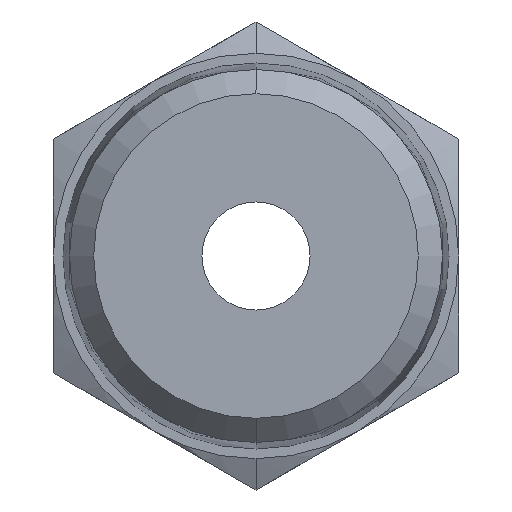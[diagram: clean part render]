
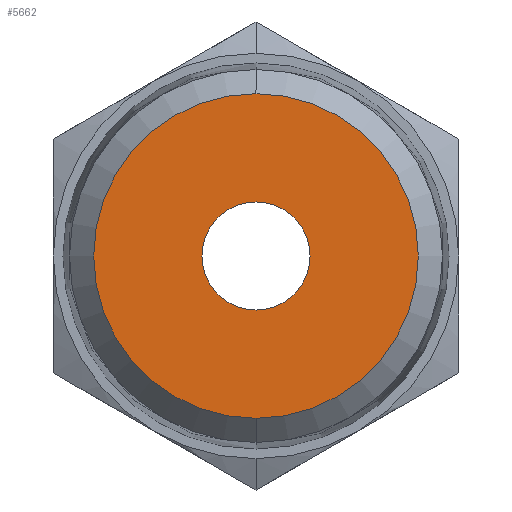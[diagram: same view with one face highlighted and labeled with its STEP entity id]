
A CAD part, left-side view. The second image highlights one B-rep face of the part: STEP entity #5662.
In plain terms, the highlighted planar face has unit normal (-1, 0, 0).
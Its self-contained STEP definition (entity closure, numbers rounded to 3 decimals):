
#6 = DIRECTION ( 'NONE',  ( 0., 0., 1. ) ) ;
#283 = CIRCLE ( 'NONE', #646, 7.209 ) ;
#486 = CARTESIAN_POINT ( 'NONE',  ( 0., 0., -2.4 ) ) ;
#646 = AXIS2_PLACEMENT_3D ( 'NONE', #1791, #3584, #5864 ) ;
#795 = VERTEX_POINT ( 'NONE', #486 ) ;
#875 = FACE_OUTER_BOUND ( 'NONE', #5976, .T. ) ;
#1308 = DIRECTION ( 'NONE',  ( 0., 0., -1. ) ) ;
#1791 = CARTESIAN_POINT ( 'NONE',  ( 0., 0., 0. ) ) ;
#1848 = DIRECTION ( 'NONE',  ( 0., 0., 1. ) ) ;
#2012 = EDGE_LOOP ( 'NONE', ( #2363, #4769 ) ) ;
#2363 = ORIENTED_EDGE ( 'NONE', *, *, #6387, .T. ) ;
#2493 = AXIS2_PLACEMENT_3D ( 'NONE', #6421, #6996, #1848 ) ;
#2576 = DIRECTION ( 'NONE',  ( -1., 0., 0. ) ) ;
#2711 = EDGE_CURVE ( 'NONE', #5579, #6138, #283, .T. ) ;
#3028 = CARTESIAN_POINT ( 'NONE',  ( 0., 0., -7.209 ) ) ;
#3069 = CARTESIAN_POINT ( 'NONE',  ( 0., 0., 7.209 ) ) ;
#3170 = ORIENTED_EDGE ( 'NONE', *, *, #6596, .T. ) ;
#3250 = VERTEX_POINT ( 'NONE', #4611 ) ;
#3584 = DIRECTION ( 'NONE',  ( -1., 0., 0. ) ) ;
#3618 = AXIS2_PLACEMENT_3D ( 'NONE', #4162, #6448, #1308 ) ;
#4162 = CARTESIAN_POINT ( 'NONE',  ( 0., 0., 0. ) ) ;
#4282 = CARTESIAN_POINT ( 'NONE',  ( 0., 0., -4.125 ) ) ;
#4305 = ORIENTED_EDGE ( 'NONE', *, *, #2711, .T. ) ;
#4611 = CARTESIAN_POINT ( 'NONE',  ( 0., 0., 2.4 ) ) ;
#4769 = ORIENTED_EDGE ( 'NONE', *, *, #5202, .T. ) ;
#4780 = CIRCLE ( 'NONE', #2493, 2.4 ) ;
#5130 = DIRECTION ( 'NONE',  ( -1., 0., 0. ) ) ;
#5202 = EDGE_CURVE ( 'NONE', #3250, #795, #4780, .T. ) ;
#5415 = CIRCLE ( 'NONE', #7353, 7.209 ) ;
#5436 = FACE_BOUND ( 'NONE', #2012, .T. ) ;
#5529 = AXIS2_PLACEMENT_3D ( 'NONE', #4282, #2576, #7100 ) ;
#5579 = VERTEX_POINT ( 'NONE', #3028 ) ;
#5662 = ADVANCED_FACE ( 'NONE', ( #5436, #875 ), #7215, .T. ) ;
#5864 = DIRECTION ( 'NONE',  ( 0., 0., -1. ) ) ;
#5976 = EDGE_LOOP ( 'NONE', ( #4305, #3170 ) ) ;
#6010 = CIRCLE ( 'NONE', #3618, 2.4 ) ;
#6138 = VERTEX_POINT ( 'NONE', #3069 ) ;
#6336 = CARTESIAN_POINT ( 'NONE',  ( 0., 0., 0. ) ) ;
#6387 = EDGE_CURVE ( 'NONE', #795, #3250, #6010, .T. ) ;
#6421 = CARTESIAN_POINT ( 'NONE',  ( 0., 0., 0. ) ) ;
#6448 = DIRECTION ( 'NONE',  ( 1., 0., 0. ) ) ;
#6596 = EDGE_CURVE ( 'NONE', #6138, #5579, #5415, .T. ) ;
#6996 = DIRECTION ( 'NONE',  ( 1., 0., 0. ) ) ;
#7100 = DIRECTION ( 'NONE',  ( 0., 0., 1. ) ) ;
#7215 = PLANE ( 'NONE',  #5529 ) ;
#7353 = AXIS2_PLACEMENT_3D ( 'NONE', #6336, #5130, #6 ) ;
